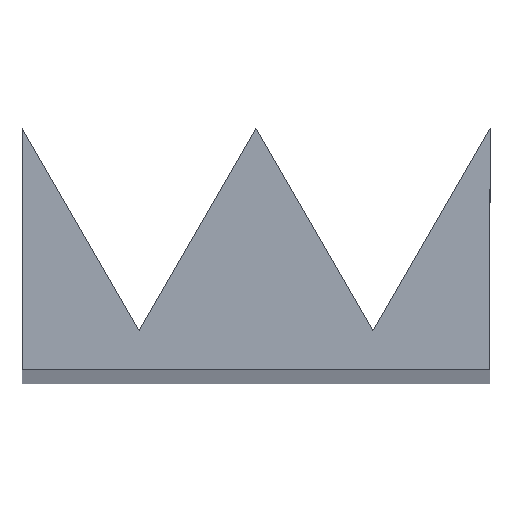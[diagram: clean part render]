
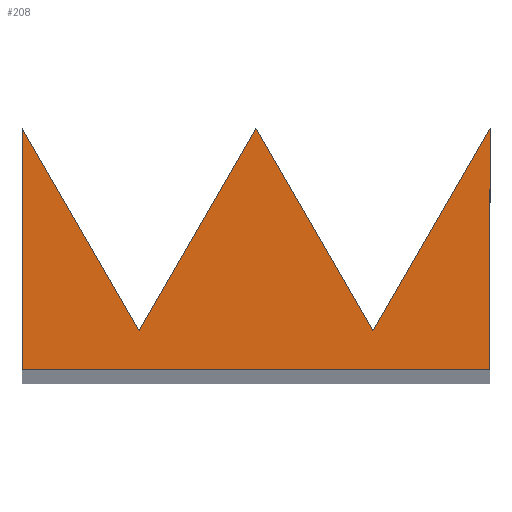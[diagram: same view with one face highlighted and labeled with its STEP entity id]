
A CAD part, top view. The second image highlights one B-rep face of the part: STEP entity #208.
In plain terms, the highlighted planar face has unit normal (0, 0, 1).
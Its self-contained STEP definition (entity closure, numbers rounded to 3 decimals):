
#5 = CARTESIAN_POINT ( 'NONE',  ( 0., 0., 172. ) ) ;
#6 = VERTEX_POINT ( 'NONE', #277 ) ;
#10 = CARTESIAN_POINT ( 'NONE',  ( 10., 0., 172. ) ) ;
#19 = CARTESIAN_POINT ( 'NONE',  ( 5., 5.165, 172. ) ) ;
#23 = VECTOR ( 'NONE', #247, 1000. ) ;
#24 = VERTEX_POINT ( 'NONE', #19 ) ;
#26 = ORIENTED_EDGE ( 'NONE', *, *, #220, .T. ) ;
#32 = VECTOR ( 'NONE', #241, 1000. ) ;
#33 = VERTEX_POINT ( 'NONE', #153 ) ;
#37 = LINE ( 'NONE', #54, #62 ) ;
#44 = CARTESIAN_POINT ( 'NONE',  ( 0., 0., 172. ) ) ;
#48 = CARTESIAN_POINT ( 'NONE',  ( 10., 5.165, 172. ) ) ;
#53 = ORIENTED_EDGE ( 'NONE', *, *, #125, .T. ) ;
#54 = CARTESIAN_POINT ( 'NONE',  ( 2.5, 0.835, 172. ) ) ;
#56 = EDGE_CURVE ( 'NONE', #218, #202, #65, .T. ) ;
#62 = VECTOR ( 'NONE', #80, 1000. ) ;
#65 = LINE ( 'NONE', #152, #239 ) ;
#69 = CARTESIAN_POINT ( 'NONE',  ( 0., 5.165, 172. ) ) ;
#70 = LINE ( 'NONE', #69, #23 ) ;
#77 = ORIENTED_EDGE ( 'NONE', *, *, #251, .T. ) ;
#80 = DIRECTION ( 'NONE',  ( -0.5, -0.866, 0. ) ) ;
#82 = CARTESIAN_POINT ( 'NONE',  ( 5., 5.165, 172. ) ) ;
#88 = DIRECTION ( 'NONE',  ( -1., 0., 0. ) ) ;
#95 = ORIENTED_EDGE ( 'NONE', *, *, #189, .T. ) ;
#113 = ORIENTED_EDGE ( 'NONE', *, *, #240, .T. ) ;
#114 = ORIENTED_EDGE ( 'NONE', *, *, #56, .T. ) ;
#125 = EDGE_CURVE ( 'NONE', #6, #218, #149, .T. ) ;
#126 = LINE ( 'NONE', #143, #221 ) ;
#129 = DIRECTION ( 'NONE',  ( 0., 1., 0. ) ) ;
#130 = EDGE_LOOP ( 'NONE', ( #53, #114, #113, #77, #26, #137, #95 ) ) ;
#131 = VECTOR ( 'NONE', #188, 1000. ) ;
#137 = ORIENTED_EDGE ( 'NONE', *, *, #166, .T. ) ;
#138 = FACE_OUTER_BOUND ( 'NONE', #130, .T. ) ;
#141 = VERTEX_POINT ( 'NONE', #281 ) ;
#143 = CARTESIAN_POINT ( 'NONE',  ( 7.5, 0.835, 172. ) ) ;
#149 = LINE ( 'NONE', #151, #32 ) ;
#151 = CARTESIAN_POINT ( 'NONE',  ( 10., 0., 172. ) ) ;
#152 = CARTESIAN_POINT ( 'NONE',  ( 10., 5.165, 172. ) ) ;
#153 = CARTESIAN_POINT ( 'NONE',  ( 7.5, 0.835, 172. ) ) ;
#162 = DIRECTION ( 'NONE',  ( -0.5, -0.866, 0. ) ) ;
#166 = EDGE_CURVE ( 'NONE', #248, #141, #70, .T. ) ;
#186 = CARTESIAN_POINT ( 'NONE',  ( 2.5, 0.835, 172. ) ) ;
#188 = DIRECTION ( 'NONE',  ( -0.5, 0.866, 0. ) ) ;
#189 = EDGE_CURVE ( 'NONE', #141, #6, #252, .T. ) ;
#197 = DIRECTION ( 'NONE',  ( 0., -1., 0. ) ) ;
#201 = DIRECTION ( 'NONE',  ( 0., 0., -1. ) ) ;
#202 = VERTEX_POINT ( 'NONE', #48 ) ;
#208 = ADVANCED_FACE ( 'NONE', ( #138 ), #225, .F. ) ;
#218 = VERTEX_POINT ( 'NONE', #10 ) ;
#220 = EDGE_CURVE ( 'NONE', #24, #248, #37, .T. ) ;
#221 = VECTOR ( 'NONE', #162, 1000. ) ;
#225 = PLANE ( 'NONE',  #244 ) ;
#239 = VECTOR ( 'NONE', #129, 1000. ) ;
#240 = EDGE_CURVE ( 'NONE', #202, #33, #126, .T. ) ;
#241 = DIRECTION ( 'NONE',  ( 1., 0., 0. ) ) ;
#244 = AXIS2_PLACEMENT_3D ( 'NONE', #44, #201, #88 ) ;
#247 = DIRECTION ( 'NONE',  ( -0.5, 0.866, 0. ) ) ;
#248 = VERTEX_POINT ( 'NONE', #186 ) ;
#251 = EDGE_CURVE ( 'NONE', #33, #24, #279, .T. ) ;
#252 = LINE ( 'NONE', #5, #272 ) ;
#272 = VECTOR ( 'NONE', #197, 1000. ) ;
#277 = CARTESIAN_POINT ( 'NONE',  ( 0., 0., 172. ) ) ;
#279 = LINE ( 'NONE', #82, #131 ) ;
#281 = CARTESIAN_POINT ( 'NONE',  ( 0., 5.165, 172. ) ) ;
